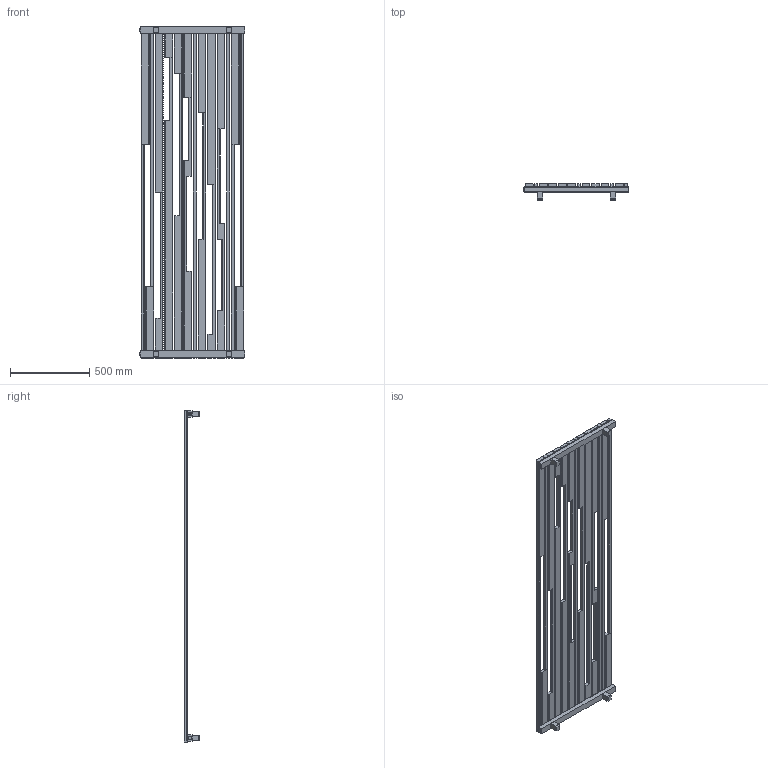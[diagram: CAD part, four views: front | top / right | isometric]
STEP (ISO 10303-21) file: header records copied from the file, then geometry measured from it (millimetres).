
FILE_DESCRIPTION((''),'2;1');
FILE_NAME('2100_600_OR','2021-10-26T18:45:10',('PC132'),(''),'CREO PARAMETRIC BY PTC INC, 2019080','CREO PARAMETRIC BY PTC INC, 2019080','');
FILE_SCHEMA(('AUTOMOTIVE_DESIGN { 1 0 10303 214 1 1 1 1 }'));
Length unit declared in the file: millimetre
Products named in the file (1): 2100_600_OR
Bounding box: 666.6 x 100.2 x 2100 mm (x, y, z)
Volume: 19336133.4 mm3; surface area: 2931928.4 mm2
Topology: 1 solids, 1 shells, 466 faces, 1333 edges, 861 vertices
Faces by surface type: plane 298, cylinder 160, cone 8
Entity records: 24234 total; most frequent: CARTESIAN_POINT 5839, ORIENTED_EDGE 2666, DIRECTION 2611, PRESENTATION_STYLE_ASSIGNMENT 1473, STYLED_ITEM 1336, CURVE_STYLE 1335, EDGE_CURVE 1333, VECTOR 900
